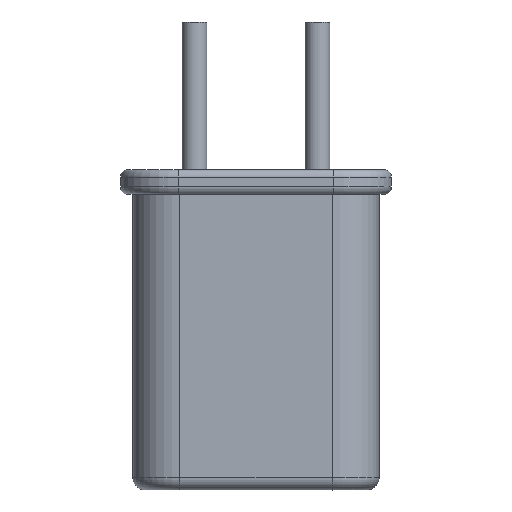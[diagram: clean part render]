
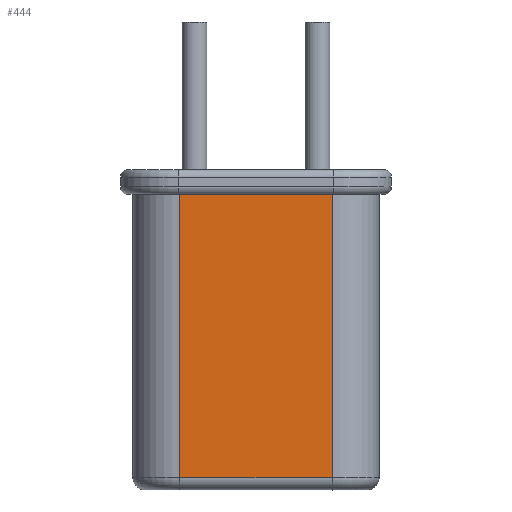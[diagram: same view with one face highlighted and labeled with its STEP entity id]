
A CAD part, top view. The second image highlights one B-rep face of the part: STEP entity #444.
In plain terms, the highlighted planar face has unit normal (0, 0, 1).
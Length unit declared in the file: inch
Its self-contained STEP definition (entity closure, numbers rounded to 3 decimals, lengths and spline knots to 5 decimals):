
#35=LINE('',#722,#59);
#40=LINE('',#741,#64);
#44=LINE('',#751,#68);
#45=LINE('',#752,#69);
#59=VECTOR('',#570,0.24409);
#64=VECTOR('',#593,0.45276);
#68=VECTOR('',#603,0.45276);
#69=VECTOR('',#604,0.24409);
#82=PLANE('',#504);
#97=FACE_OUTER_BOUND('',#126,.T.);
#126=EDGE_LOOP('',(#317,#318,#319,#320));
#189=VERTEX_POINT('',#716);
#191=VERTEX_POINT('',#720);
#196=VERTEX_POINT('',#740);
#199=VERTEX_POINT('',#750);
#230=EDGE_CURVE('',#189,#191,#35,.T.);
#239=EDGE_CURVE('',#196,#189,#40,.T.);
#244=EDGE_CURVE('',#191,#199,#44,.T.);
#245=EDGE_CURVE('',#199,#196,#45,.T.);
#317=ORIENTED_EDGE('',*,*,#244,.T.);
#318=ORIENTED_EDGE('',*,*,#245,.T.);
#319=ORIENTED_EDGE('',*,*,#239,.T.);
#320=ORIENTED_EDGE('',*,*,#230,.T.);
#444=ADVANCED_FACE('',(#97),#82,.T.);
#504=AXIS2_PLACEMENT_3D('',#749,#601,#602);
#570=DIRECTION('',(-1.,0.,0.));
#593=DIRECTION('',(0.,1.,0.));
#601=DIRECTION('center_axis',(0.,0.,1.));
#602=DIRECTION('ref_axis',(1.,0.,0.));
#603=DIRECTION('',(0.,-1.,0.));
#604=DIRECTION('',(1.,0.,0.));
#716=CARTESIAN_POINT('',(0.12205,0.,0.0748));
#720=CARTESIAN_POINT('',(-0.12205,0.,0.0748));
#722=CARTESIAN_POINT('',(0.12205,0.,0.0748));
#740=CARTESIAN_POINT('',(0.12205,-0.45276,0.0748));
#741=CARTESIAN_POINT('',(0.12205,-0.45276,0.0748));
#749=CARTESIAN_POINT('Origin',(0.12205,0.,0.0748));
#750=CARTESIAN_POINT('',(-0.12205,-0.45276,0.0748));
#751=CARTESIAN_POINT('',(-0.12205,0.,0.0748));
#752=CARTESIAN_POINT('',(-0.12205,-0.45276,0.0748));
